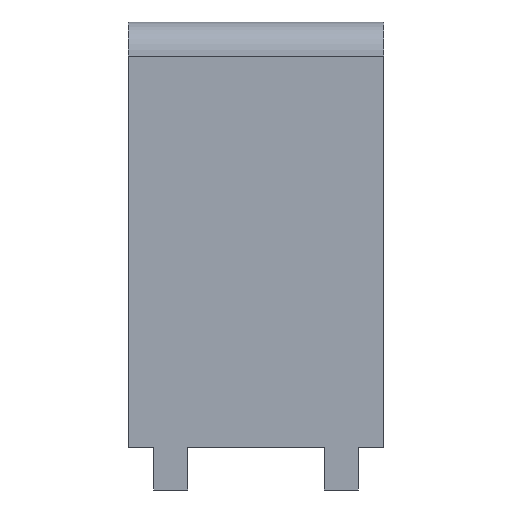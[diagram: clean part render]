
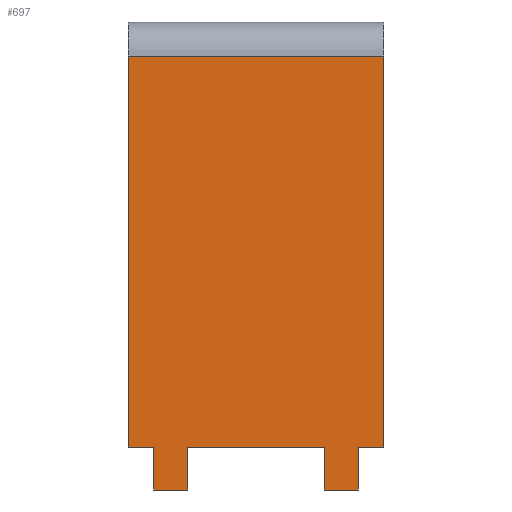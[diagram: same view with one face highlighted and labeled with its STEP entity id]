
A CAD part, front view. The second image highlights one B-rep face of the part: STEP entity #697.
In plain terms, the highlighted planar face has unit normal (0, -1, 0).
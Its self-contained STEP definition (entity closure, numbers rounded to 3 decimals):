
#12 = LINE ( 'NONE', #1098, #775 ) ;
#15 = EDGE_LOOP ( 'NONE', ( #832, #168, #1308, #1305, #956, #1249, #510, #244, #1080, #259, #380, #20 ) ) ;
#18 = DIRECTION ( 'NONE',  ( 0., 0., 1. ) ) ;
#19 = VERTEX_POINT ( 'NONE', #146 ) ;
#20 = ORIENTED_EDGE ( 'NONE', *, *, #837, .F. ) ;
#40 = LINE ( 'NONE', #618, #73 ) ;
#45 = EDGE_CURVE ( 'NONE', #634, #656, #12, .T. ) ;
#69 = DIRECTION ( 'NONE',  ( -1., 0., 0. ) ) ;
#73 = VECTOR ( 'NONE', #18, 1000. ) ;
#111 = DIRECTION ( 'NONE',  ( 0., 0., 1. ) ) ;
#121 = CARTESIAN_POINT ( 'NONE',  ( -12., 0., -30. ) ) ;
#146 = CARTESIAN_POINT ( 'NONE',  ( -12., 0., -30. ) ) ;
#149 = VERTEX_POINT ( 'NONE', #460 ) ;
#157 = VECTOR ( 'NONE', #863, 1000. ) ;
#168 = ORIENTED_EDGE ( 'NONE', *, *, #929, .T. ) ;
#238 = CARTESIAN_POINT ( 'NONE',  ( -15., 0., 21. ) ) ;
#241 = EDGE_CURVE ( 'NONE', #265, #19, #760, .T. ) ;
#244 = ORIENTED_EDGE ( 'NONE', *, *, #1302, .F. ) ;
#259 = ORIENTED_EDGE ( 'NONE', *, *, #335, .F. ) ;
#264 = EDGE_CURVE ( 'NONE', #653, #526, #511, .T. ) ;
#265 = VERTEX_POINT ( 'NONE', #797 ) ;
#270 = CARTESIAN_POINT ( 'NONE',  ( -15., 0., -25. ) ) ;
#286 = VECTOR ( 'NONE', #1089, 1000. ) ;
#298 = FACE_OUTER_BOUND ( 'NONE', #15, .T. ) ;
#304 = CARTESIAN_POINT ( 'NONE',  ( 8., 0., -30. ) ) ;
#313 = LINE ( 'NONE', #911, #617 ) ;
#335 = EDGE_CURVE ( 'NONE', #634, #1144, #1094, .T. ) ;
#343 = DIRECTION ( 'NONE',  ( -1., 0., 0. ) ) ;
#380 = ORIENTED_EDGE ( 'NONE', *, *, #45, .T. ) ;
#411 = CARTESIAN_POINT ( 'NONE',  ( 0., 0., 0. ) ) ;
#412 = VERTEX_POINT ( 'NONE', #1286 ) ;
#439 = VERTEX_POINT ( 'NONE', #477 ) ;
#440 = CARTESIAN_POINT ( 'NONE',  ( 15., 0., -25. ) ) ;
#460 = CARTESIAN_POINT ( 'NONE',  ( 8., 0., -25. ) ) ;
#474 = DIRECTION ( 'NONE',  ( -1., 0., 0. ) ) ;
#477 = CARTESIAN_POINT ( 'NONE',  ( 15., 0., 21. ) ) ;
#483 = LINE ( 'NONE', #872, #157 ) ;
#510 = ORIENTED_EDGE ( 'NONE', *, *, #603, .T. ) ;
#511 = LINE ( 'NONE', #270, #1114 ) ;
#518 = EDGE_CURVE ( 'NONE', #526, #1244, #313, .T. ) ;
#526 = VERTEX_POINT ( 'NONE', #1125 ) ;
#530 = VECTOR ( 'NONE', #343, 1000. ) ;
#532 = LINE ( 'NONE', #1304, #286 ) ;
#600 = AXIS2_PLACEMENT_3D ( 'NONE', #411, #1239, #626 ) ;
#603 = EDGE_CURVE ( 'NONE', #265, #412, #816, .T. ) ;
#617 = VECTOR ( 'NONE', #814, 1000. ) ;
#618 = CARTESIAN_POINT ( 'NONE',  ( 8., 0., -30. ) ) ;
#626 = DIRECTION ( 'NONE',  ( 0., 0., 1. ) ) ;
#627 = CARTESIAN_POINT ( 'NONE',  ( -12., 0., -25. ) ) ;
#634 = VERTEX_POINT ( 'NONE', #1041 ) ;
#636 = LINE ( 'NONE', #1292, #1320 ) ;
#644 = VECTOR ( 'NONE', #474, 1000. ) ;
#653 = VERTEX_POINT ( 'NONE', #627 ) ;
#656 = VERTEX_POINT ( 'NONE', #1025 ) ;
#661 = EDGE_CURVE ( 'NONE', #19, #653, #1022, .T. ) ;
#697 = ADVANCED_FACE ( 'NONE', ( #298 ), #847, .F. ) ;
#701 = DIRECTION ( 'NONE',  ( -1., 0., 0. ) ) ;
#760 = LINE ( 'NONE', #1303, #917 ) ;
#775 = VECTOR ( 'NONE', #1199, 1000. ) ;
#797 = CARTESIAN_POINT ( 'NONE',  ( -8., 0., -30. ) ) ;
#806 = CARTESIAN_POINT ( 'NONE',  ( 12., 0., -30. ) ) ;
#814 = DIRECTION ( 'NONE',  ( 0., 0., 1. ) ) ;
#816 = LINE ( 'NONE', #1319, #1149 ) ;
#832 = ORIENTED_EDGE ( 'NONE', *, *, #1237, .F. ) ;
#837 = EDGE_CURVE ( 'NONE', #996, #656, #920, .T. ) ;
#847 = PLANE ( 'NONE',  #600 ) ;
#863 = DIRECTION ( 'NONE',  ( -1., 0., 0. ) ) ;
#872 = CARTESIAN_POINT ( 'NONE',  ( 0., 0., 21. ) ) ;
#911 = CARTESIAN_POINT ( 'NONE',  ( -15., 0., -25. ) ) ;
#917 = VECTOR ( 'NONE', #701, 1000. ) ;
#920 = LINE ( 'NONE', #1257, #530 ) ;
#929 = EDGE_CURVE ( 'NONE', #439, #1244, #483, .T. ) ;
#956 = ORIENTED_EDGE ( 'NONE', *, *, #661, .F. ) ;
#996 = VERTEX_POINT ( 'NONE', #440 ) ;
#1022 = LINE ( 'NONE', #121, #1193 ) ;
#1025 = CARTESIAN_POINT ( 'NONE',  ( 12., 0., -25. ) ) ;
#1041 = CARTESIAN_POINT ( 'NONE',  ( 12., 0., -30. ) ) ;
#1080 = ORIENTED_EDGE ( 'NONE', *, *, #1082, .F. ) ;
#1082 = EDGE_CURVE ( 'NONE', #1144, #149, #40, .T. ) ;
#1089 = DIRECTION ( 'NONE',  ( 0., 0., -1. ) ) ;
#1094 = LINE ( 'NONE', #806, #644 ) ;
#1098 = CARTESIAN_POINT ( 'NONE',  ( 12., 0., -30. ) ) ;
#1114 = VECTOR ( 'NONE', #69, 1000. ) ;
#1125 = CARTESIAN_POINT ( 'NONE',  ( -15., 0., -25. ) ) ;
#1144 = VERTEX_POINT ( 'NONE', #304 ) ;
#1149 = VECTOR ( 'NONE', #111, 1000. ) ;
#1193 = VECTOR ( 'NONE', #1226, 1000. ) ;
#1199 = DIRECTION ( 'NONE',  ( 0., 0., 1. ) ) ;
#1226 = DIRECTION ( 'NONE',  ( 0., 0., 1. ) ) ;
#1237 = EDGE_CURVE ( 'NONE', #439, #996, #532, .T. ) ;
#1239 = DIRECTION ( 'NONE',  ( 0., 1., 0. ) ) ;
#1244 = VERTEX_POINT ( 'NONE', #238 ) ;
#1249 = ORIENTED_EDGE ( 'NONE', *, *, #241, .F. ) ;
#1257 = CARTESIAN_POINT ( 'NONE',  ( -15., 0., -25. ) ) ;
#1286 = CARTESIAN_POINT ( 'NONE',  ( -8., 0., -25. ) ) ;
#1292 = CARTESIAN_POINT ( 'NONE',  ( -15., 0., -25. ) ) ;
#1298 = DIRECTION ( 'NONE',  ( -1., 0., 0. ) ) ;
#1302 = EDGE_CURVE ( 'NONE', #149, #412, #636, .T. ) ;
#1303 = CARTESIAN_POINT ( 'NONE',  ( -8., 0., -30. ) ) ;
#1304 = CARTESIAN_POINT ( 'NONE',  ( 15., 0., -25. ) ) ;
#1305 = ORIENTED_EDGE ( 'NONE', *, *, #264, .F. ) ;
#1308 = ORIENTED_EDGE ( 'NONE', *, *, #518, .F. ) ;
#1319 = CARTESIAN_POINT ( 'NONE',  ( -8., 0., -30. ) ) ;
#1320 = VECTOR ( 'NONE', #1298, 1000. ) ;
